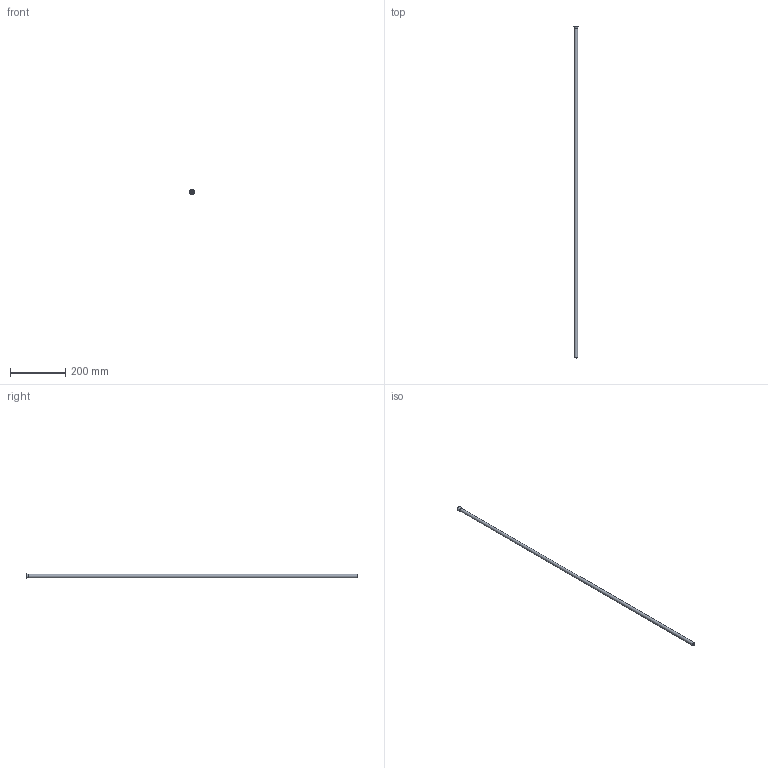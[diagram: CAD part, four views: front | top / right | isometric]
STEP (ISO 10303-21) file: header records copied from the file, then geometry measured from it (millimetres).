
FILE_DESCRIPTION (( 'STEP AP203' ), '1' );
FILE_NAME ('18550.STEP', '2022-04-21T12:05:12', ( '' ), ( '' ), 'SwSTEP 2.0', 'SolidWorks 2018', '' );
FILE_SCHEMA (( 'CONFIG_CONTROL_DESIGN' ));
Length unit declared in the file: millimetre
Products named in the file (1): 18550
Bounding box: 17.89 x 1200 x 17.89 mm (x, y, z)
Volume: 136193.7 mm3; surface area: 45703.1 mm2
Topology: 1 solids, 1 shells, 229 faces, 620 edges, 413 vertices
Faces by surface type: plane 116, bspline 110, torus 2, cylinder 1
Full cylindrical faces by diameter (mm): 12 x1
Entity records: 12427 total; most frequent: CARTESIAN_POINT 7352, ORIENTED_EDGE 1232, DIRECTION 640, EDGE_CURVE 616, VERTEX_POINT 412, VECTOR 392, LINE 392, EDGE_LOOP 252
